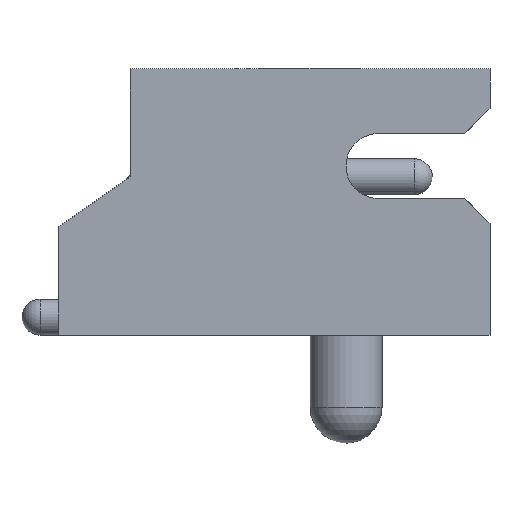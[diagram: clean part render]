
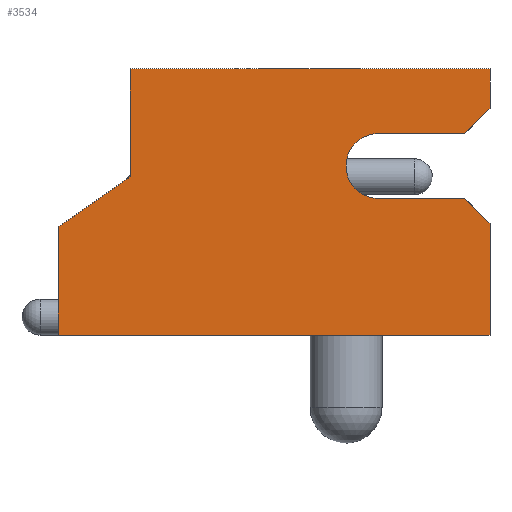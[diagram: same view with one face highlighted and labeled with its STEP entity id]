
A CAD part, front view. The second image highlights one B-rep face of the part: STEP entity #3534.
In plain terms, the highlighted planar face has unit normal (0, -1, 0).
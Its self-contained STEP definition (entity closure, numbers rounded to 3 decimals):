
#60=PLANE('',#3908);
#307=FACE_OUTER_BOUND('',#504,.T.);
#504=EDGE_LOOP('',(#2760,#2761,#2762,#2763,#2764,#2765,#2766,#2767,#2768,
#2769,#2770,#2771));
#689=LINE('',#5852,#1019);
#700=LINE('',#5889,#1030);
#710=LINE('',#5909,#1040);
#720=LINE('',#5930,#1050);
#723=LINE('',#5936,#1053);
#731=LINE('',#5954,#1061);
#732=LINE('',#5955,#1062);
#733=LINE('',#5957,#1063);
#734=LINE('',#5959,#1064);
#735=LINE('',#5961,#1065);
#736=LINE('',#5962,#1066);
#1019=VECTOR('',#4580,10.);
#1030=VECTOR('',#4613,10.);
#1040=VECTOR('',#4629,10.);
#1050=VECTOR('',#4643,10.);
#1053=VECTOR('',#4648,10.);
#1061=VECTOR('',#4668,10.);
#1062=VECTOR('',#4669,10.);
#1063=VECTOR('',#4670,10.);
#1064=VECTOR('',#4671,10.);
#1065=VECTOR('',#4672,10.);
#1066=VECTOR('',#4673,10.);
#1435=CIRCLE('',#3905,0.45);
#1599=VERTEX_POINT('',#5849);
#1600=VERTEX_POINT('',#5851);
#1614=VERTEX_POINT('',#5886);
#1615=VERTEX_POINT('',#5888);
#1622=VERTEX_POINT('',#5908);
#1630=VERTEX_POINT('',#5927);
#1631=VERTEX_POINT('',#5929);
#1633=VERTEX_POINT('',#5935);
#1637=VERTEX_POINT('',#5953);
#1638=VERTEX_POINT('',#5956);
#1639=VERTEX_POINT('',#5958);
#1640=VERTEX_POINT('',#5960);
#2006=EDGE_CURVE('',#1600,#1599,#689,.T.);
#2023=EDGE_CURVE('',#1615,#1614,#700,.T.);
#2033=EDGE_CURVE('',#1622,#1615,#710,.T.);
#2043=EDGE_CURVE('',#1631,#1630,#720,.T.);
#2046=EDGE_CURVE('',#1633,#1631,#723,.T.);
#2049=EDGE_CURVE('',#1614,#1633,#1435,.T.);
#2056=EDGE_CURVE('',#1637,#1630,#731,.T.);
#2057=EDGE_CURVE('',#1600,#1637,#732,.T.);
#2058=EDGE_CURVE('',#1599,#1638,#733,.T.);
#2059=EDGE_CURVE('',#1638,#1639,#734,.T.);
#2060=EDGE_CURVE('',#1639,#1640,#735,.T.);
#2061=EDGE_CURVE('',#1622,#1640,#736,.T.);
#2760=ORIENTED_EDGE('',*,*,#2033,.T.);
#2761=ORIENTED_EDGE('',*,*,#2023,.T.);
#2762=ORIENTED_EDGE('',*,*,#2049,.T.);
#2763=ORIENTED_EDGE('',*,*,#2046,.T.);
#2764=ORIENTED_EDGE('',*,*,#2043,.T.);
#2765=ORIENTED_EDGE('',*,*,#2056,.F.);
#2766=ORIENTED_EDGE('',*,*,#2057,.F.);
#2767=ORIENTED_EDGE('',*,*,#2006,.T.);
#2768=ORIENTED_EDGE('',*,*,#2058,.T.);
#2769=ORIENTED_EDGE('',*,*,#2059,.T.);
#2770=ORIENTED_EDGE('',*,*,#2060,.T.);
#2771=ORIENTED_EDGE('',*,*,#2061,.F.);
#3534=ADVANCED_FACE('',(#307),#60,.T.);
#3905=AXIS2_PLACEMENT_3D('',#5940,#4654,#4655);
#3908=AXIS2_PLACEMENT_3D('',#5952,#4666,#4667);
#4580=DIRECTION('',(0.,0.,-1.));
#4613=DIRECTION('',(-1.,0.,0.));
#4629=DIRECTION('',(-0.707,0.,0.707));
#4643=DIRECTION('',(0.707,0.,0.707));
#4648=DIRECTION('',(1.,0.,0.));
#4654=DIRECTION('center_axis',(0.,1.,0.));
#4655=DIRECTION('ref_axis',(0.,0.,1.));
#4666=DIRECTION('center_axis',(0.,-1.,0.));
#4667=DIRECTION('ref_axis',(0.,0.,-1.));
#4668=DIRECTION('',(0.,0.,-1.));
#4669=DIRECTION('',(1.,0.,0.));
#4670=DIRECTION('',(-0.819,0.,-0.573));
#4671=DIRECTION('',(0.,0.,-1.));
#4672=DIRECTION('',(1.,0.,0.));
#4673=DIRECTION('',(0.,0.,-1.));
#5849=CARTESIAN_POINT('',(-3.,-0.6,2.2));
#5851=CARTESIAN_POINT('',(-3.,-0.6,3.7));
#5852=CARTESIAN_POINT('',(-3.,-0.6,3.7));
#5886=CARTESIAN_POINT('',(0.45,-0.6,1.9));
#5888=CARTESIAN_POINT('',(1.65,-0.6,1.9));
#5889=CARTESIAN_POINT('',(-0.675,-0.6,1.9));
#5908=CARTESIAN_POINT('',(2.,-0.6,1.55));
#5909=CARTESIAN_POINT('',(0.213,-0.6,3.338));
#5927=CARTESIAN_POINT('',(2.,-0.6,3.15));
#5929=CARTESIAN_POINT('',(1.65,-0.6,2.8));
#5930=CARTESIAN_POINT('',(0.713,-0.6,1.863));
#5935=CARTESIAN_POINT('',(0.45,-0.6,2.8));
#5936=CARTESIAN_POINT('',(-1.275,-0.6,2.8));
#5940=CARTESIAN_POINT('Origin',(0.45,-0.6,2.35));
#5952=CARTESIAN_POINT('Origin',(-3.,-0.6,3.7));
#5953=CARTESIAN_POINT('',(2.,-0.6,3.7));
#5954=CARTESIAN_POINT('',(2.,-0.6,3.7));
#5955=CARTESIAN_POINT('',(-3.,-0.6,3.7));
#5956=CARTESIAN_POINT('',(-4.,-0.6,1.5));
#5957=CARTESIAN_POINT('',(-3.,-0.6,2.2));
#5958=CARTESIAN_POINT('',(-4.,-0.6,0.));
#5959=CARTESIAN_POINT('',(-4.,-0.6,1.5));
#5960=CARTESIAN_POINT('',(2.,-0.6,0.));
#5961=CARTESIAN_POINT('',(-3.,-0.6,0.));
#5962=CARTESIAN_POINT('',(2.,-0.6,3.7));
